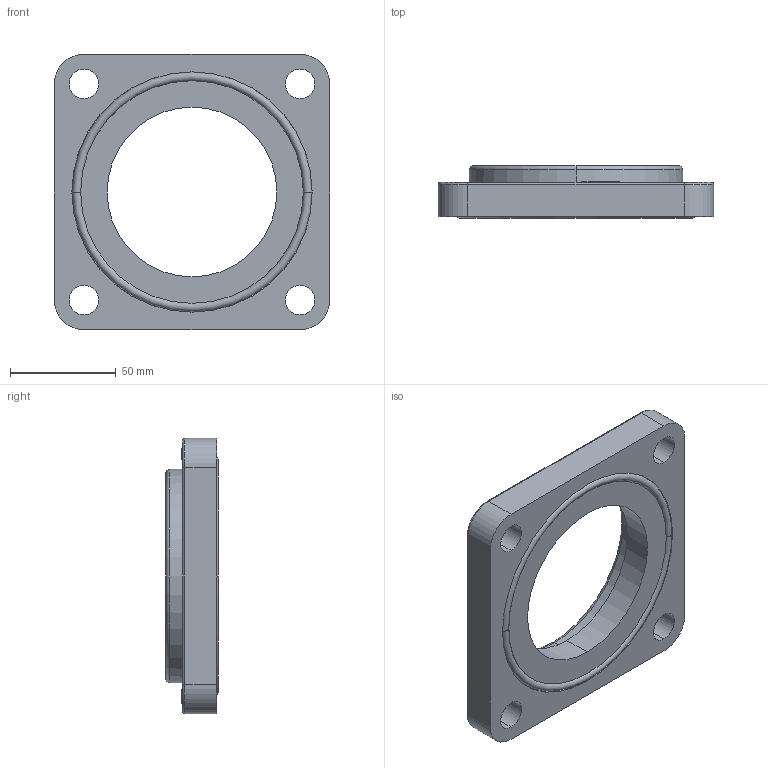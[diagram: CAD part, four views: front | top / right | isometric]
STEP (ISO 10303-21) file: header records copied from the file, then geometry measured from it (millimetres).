
FILE_DESCRIPTION (( 'STEP AP214' ), '1' );
FILE_NAME ('FL80V_22347.STEP', '2012-09-24T10:53:01', ( 'Admin2' ), ( '' ), 'SwSTEP 2.0', 'SolidWorks 2010', '' );
FILE_SCHEMA (( 'AUTOMOTIVE_DESIGN' ));
Length unit declared in the file: millimetre
Products named in the file (1): FL80V_22347
Bounding box: 130 x 24.8 x 130 mm (x, y, z)
Surface area: 47468.3 mm2 (no closed solid volume)
Topology: 0 solids, 2 shells, 287 faces, 789 edges, 520 vertices
Faces by surface type: plane 153, bspline 94, cylinder 20, torus 14, cone 6
Entity records: 17222 total; most frequent: CARTESIAN_POINT 7339, ORIENTED_EDGE 1518, DIRECTION 1061, EDGE_CURVE 789, LINE 521, VECTOR 521, VERTEX_POINT 520, EDGE_LOOP 328
